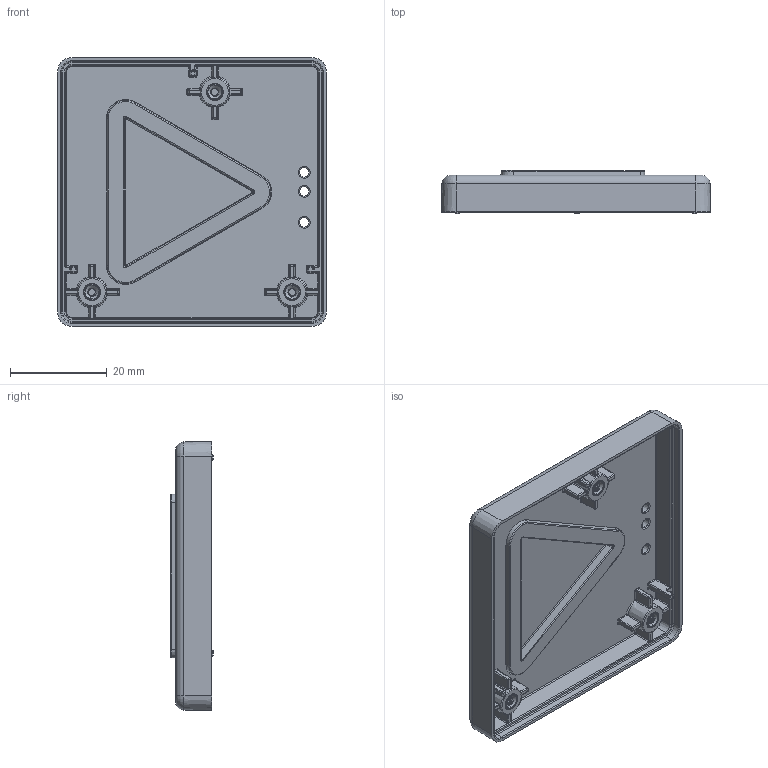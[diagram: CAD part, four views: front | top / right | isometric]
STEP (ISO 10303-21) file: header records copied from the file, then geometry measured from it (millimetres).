
FILE_DESCRIPTION (( 'STEP AP214' ), '1' );
FILE_NAME ('TOP ENCLOSURE WITH INSERTS_AIT1L.STEP', '2021-09-28T06:01:09', ( '' ), ( '' ), 'SwSTEP 2.0', 'SolidWorks 2020', '' );
FILE_SCHEMA (( 'AUTOMOTIVE_DESIGN' ));
Length unit declared in the file: millimetre
Products named in the file (4): 94459A120_BRASS HEAT-SET INSERT FOR PLASTIC (1)_94459A120; TOP ENCLOSURE WITH INSERTS_AIT1L; WINDOW_TOP COVER; TOP ENCLOSURE
Assembly tree (5 placements, depth 2):
  TOP ENCLOSURE WITH INSERTS_AIT1L
    TOP ENCLOSURE
    94459A120_BRASS HEAT-SET INSERT FOR PLASTIC (1)_94459A120  x3
    WINDOW_TOP COVER
Bounding box: 55.66 x 8.85 x 55.66 mm (x, y, z)
Volume: 7417 mm3; surface area: 10886.9 mm2
Topology: 5 solids, 5 shells, 1299 faces, 3445 edges, 2177 vertices
Faces by surface type: cylinder 414, cone 347, bspline 283, plane 124, sphere 66, torus 65
Entity records: 34258 total; most frequent: CARTESIAN_POINT 16138, ORIENTED_EDGE 4130, DIRECTION 3560, EDGE_CURVE 2065, AXIS2_PLACEMENT_3D 1532, VERTEX_POINT 1255, CIRCLE 876, EDGE_LOOP 852
